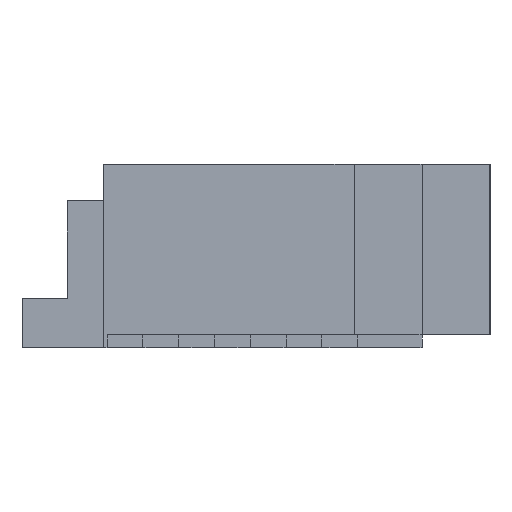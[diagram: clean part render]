
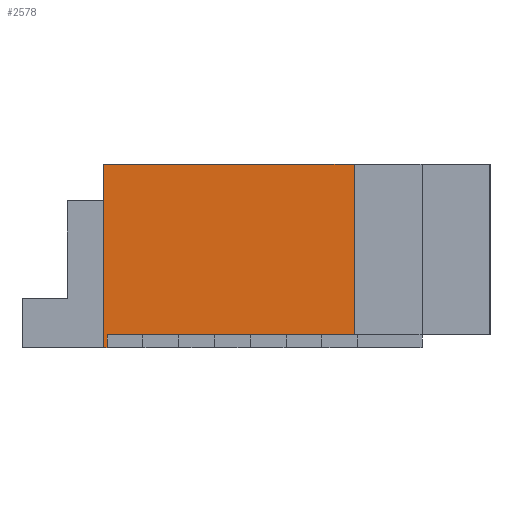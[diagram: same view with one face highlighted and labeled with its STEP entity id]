
A CAD part, left-side view. The second image highlights one B-rep face of the part: STEP entity #2578.
In plain terms, the highlighted planar face has unit normal (-1, 0, 0).
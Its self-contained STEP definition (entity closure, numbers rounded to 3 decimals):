
#40 = VERTEX_POINT('',#41);
#41 = CARTESIAN_POINT('',(-17.435,0.8,2.56));
#47 = EDGE_CURVE('',#48,#40,#50,.T.);
#48 = VERTEX_POINT('',#49);
#49 = CARTESIAN_POINT('',(-17.435,0.8,0.));
#50 = LINE('',#51,#52);
#51 = CARTESIAN_POINT('',(-17.435,0.8,0.));
#52 = VECTOR('',#53,1.);
#53 = DIRECTION('',(0.,0.,1.));
#908 = VERTEX_POINT('',#909);
#909 = CARTESIAN_POINT('',(-17.435,0.75,0.));
#915 = EDGE_CURVE('',#48,#908,#916,.T.);
#916 = LINE('',#917,#918);
#917 = CARTESIAN_POINT('',(-17.435,0.8,0.));
#918 = VECTOR('',#919,1.);
#919 = DIRECTION('',(0.,-1.,0.));
#2578 = ADVANCED_FACE('',(#2579),#2613,.F.);
#2579 = FACE_BOUND('',#2580,.F.);
#2580 = EDGE_LOOP('',(#2581,#2582,#2583,#2591,#2599,#2607));
#2581 = ORIENTED_EDGE('',*,*,#915,.F.);
#2582 = ORIENTED_EDGE('',*,*,#47,.T.);
#2583 = ORIENTED_EDGE('',*,*,#2584,.T.);
#2584 = EDGE_CURVE('',#40,#2585,#2587,.T.);
#2585 = VERTEX_POINT('',#2586);
#2586 = CARTESIAN_POINT('',(-17.435,-2.7,2.56));
#2587 = LINE('',#2588,#2589);
#2588 = CARTESIAN_POINT('',(-17.435,0.8,2.56));
#2589 = VECTOR('',#2590,1.);
#2590 = DIRECTION('',(0.,-1.,0.));
#2591 = ORIENTED_EDGE('',*,*,#2592,.F.);
#2592 = EDGE_CURVE('',#2593,#2585,#2595,.T.);
#2593 = VERTEX_POINT('',#2594);
#2594 = CARTESIAN_POINT('',(-17.435,-2.7,0.18));
#2595 = LINE('',#2596,#2597);
#2596 = CARTESIAN_POINT('',(-17.435,-2.7,0.));
#2597 = VECTOR('',#2598,1.);
#2598 = DIRECTION('',(0.,0.,1.));
#2599 = ORIENTED_EDGE('',*,*,#2600,.F.);
#2600 = EDGE_CURVE('',#2601,#2593,#2603,.T.);
#2601 = VERTEX_POINT('',#2602);
#2602 = CARTESIAN_POINT('',(-17.435,0.75,0.18));
#2603 = LINE('',#2604,#2605);
#2604 = CARTESIAN_POINT('',(-17.435,-0.1,0.18));
#2605 = VECTOR('',#2606,1.);
#2606 = DIRECTION('',(0.,-1.,0.));
#2607 = ORIENTED_EDGE('',*,*,#2608,.T.);
#2608 = EDGE_CURVE('',#2601,#908,#2609,.T.);
#2609 = LINE('',#2610,#2611);
#2610 = CARTESIAN_POINT('',(-17.435,0.75,0.));
#2611 = VECTOR('',#2612,1.);
#2612 = DIRECTION('',(-0.,0.,-1.));
#2613 = PLANE('',#2614);
#2614 = AXIS2_PLACEMENT_3D('',#2615,#2616,#2617);
#2615 = CARTESIAN_POINT('',(-17.435,0.8,0.));
#2616 = DIRECTION('',(1.,0.,0.));
#2617 = DIRECTION('',(0.,-1.,0.));
